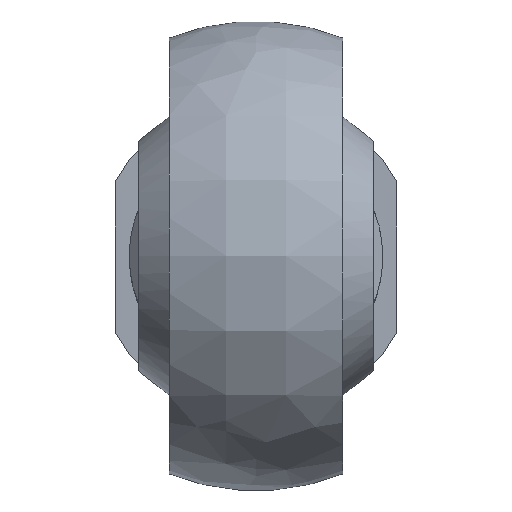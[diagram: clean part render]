
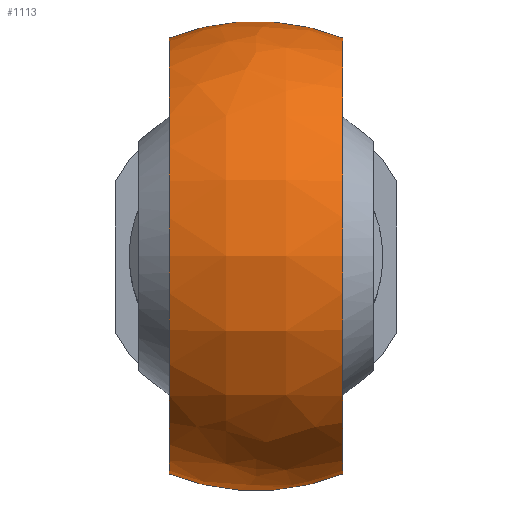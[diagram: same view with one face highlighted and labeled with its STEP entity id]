
A CAD part, top view. The second image highlights one B-rep face of the part: STEP entity #1113.
In plain terms, the highlighted free-form (B-spline) face has degree [3, 3] with [4, 4] control points.
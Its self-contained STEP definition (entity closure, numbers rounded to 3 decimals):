
#34 = EDGE_CURVE ( 'NONE', #55, #1330, #144, .T. ) ;
#52 = EDGE_CURVE ( 'NONE', #108, #501, #467, .T. ) ;
#55 = VERTEX_POINT ( 'NONE', #1401 ) ;
#59 = CARTESIAN_POINT ( 'NONE',  ( -9.25, 23.226, 77. ) ) ;
#64 = CARTESIAN_POINT ( 'NONE',  ( 9.25, 23.226, 77. ) ) ;
#108 = VERTEX_POINT ( 'NONE', #242 ) ;
#144 = CIRCLE ( 'NONE', #328, 23.226 ) ;
#190 = EDGE_CURVE ( 'NONE', #1330, #108, #1292, .T. ) ;
#191 = CARTESIAN_POINT ( 'NONE',  ( 3.236, -25.621, 128.242 ) ) ;
#202 = CARTESIAN_POINT ( 'NONE',  ( 0., 0., 77. ) ) ;
#242 = CARTESIAN_POINT ( 'NONE',  ( 9.25, -23.226, 77. ) ) ;
#272 = CARTESIAN_POINT ( 'NONE',  ( 9.25, -23.226, 77. ) ) ;
#279 = CARTESIAN_POINT ( 'NONE',  ( -3.236, -25.621, 77. ) ) ;
#324 = CARTESIAN_POINT ( 'NONE',  ( 9.25, 0., 77. ) ) ;
#328 = AXIS2_PLACEMENT_3D ( 'NONE', #433, #533, #1306 ) ;
#362 = EDGE_LOOP ( 'NONE', ( #1041, #1139, #662, #1078 ) ) ;
#371 = CARTESIAN_POINT ( 'NONE',  ( 3.236, -25.621, 77. ) ) ;
#382 = CARTESIAN_POINT ( 'NONE',  ( -9.25, 23.226, 123.452 ) ) ;
#384 = CARTESIAN_POINT ( 'NONE',  ( 3.236, 25.621, 77. ) ) ;
#413 = DIRECTION ( 'NONE',  ( 0., 0., -1. ) ) ;
#424 = DIRECTION ( 'NONE',  ( -1., 0., 0. ) ) ;
#426 = DIRECTION ( 'NONE',  ( 0., 0., 1. ) ) ;
#433 = CARTESIAN_POINT ( 'NONE',  ( -9.25, 0., 77. ) ) ;
#461 = AXIS2_PLACEMENT_3D ( 'NONE', #324, #1083, #426 ) ;
#467 = CIRCLE ( 'NONE', #461, 23.226 ) ;
#476 = CARTESIAN_POINT ( 'NONE',  ( -3.236, 25.621, 128.242 ) ) ;
#484 = CIRCLE ( 'NONE', #1146, 25. ) ;
#501 = VERTEX_POINT ( 'NONE', #900 ) ;
#533 = DIRECTION ( 'NONE',  ( 1., 0., 0. ) ) ;
#598 = CARTESIAN_POINT ( 'NONE',  ( 9.25, -23.226, 123.452 ) ) ;
#623 = DIRECTION ( 'NONE',  ( 0., 0., 1. ) ) ;
#643 = CARTESIAN_POINT ( 'NONE',  ( 0., 0., 77. ) ) ;
#660 = AXIS2_PLACEMENT_3D ( 'NONE', #202, #623, #424 ) ;
#662 = ORIENTED_EDGE ( 'NONE', *, *, #52, .T. ) ;
#709 = CARTESIAN_POINT ( 'NONE',  ( 3.236, 25.621, 128.242 ) ) ;
#781 =( BOUNDED_SURFACE ( )  B_SPLINE_SURFACE ( 3, 3, ( 
 ( #1352, #1132, #382, #59 ),
 ( #279, #835, #476, #1144 ),
 ( #371, #191, #709, #384 ),
 ( #272, #598, #930, #64 ) ),
 .UNSPECIFIED., .F., .F., .T. ) 
 B_SPLINE_SURFACE_WITH_KNOTS ( ( 4, 4 ),
 ( 4, 4 ),
 ( 0., 1. ),
 ( 0., 1. ),
 .UNSPECIFIED. ) 
 GEOMETRIC_REPRESENTATION_ITEM ( )  RATIONAL_B_SPLINE_SURFACE ( (
 ( 1., 0.333, 0.333, 1.),
 ( 0.953, 0.318, 0.318, 0.953),
 ( 0.953, 0.318, 0.318, 0.953),
 ( 1., 0.333, 0.333, 1.) ) ) 
 REPRESENTATION_ITEM ( '' )  SURFACE ( )  );
#835 = CARTESIAN_POINT ( 'NONE',  ( -3.236, -25.621, 128.242 ) ) ;
#900 = CARTESIAN_POINT ( 'NONE',  ( 9.25, 23.226, 77. ) ) ;
#929 = EDGE_CURVE ( 'NONE', #55, #501, #484, .T. ) ;
#930 = CARTESIAN_POINT ( 'NONE',  ( 9.25, 23.226, 123.452 ) ) ;
#981 = CARTESIAN_POINT ( 'NONE',  ( -9.25, -23.226, 77. ) ) ;
#1041 = ORIENTED_EDGE ( 'NONE', *, *, #34, .T. ) ;
#1078 = ORIENTED_EDGE ( 'NONE', *, *, #929, .F. ) ;
#1080 = FACE_OUTER_BOUND ( 'NONE', #362, .T. ) ;
#1083 = DIRECTION ( 'NONE',  ( -1., 0., 0. ) ) ;
#1091 = DIRECTION ( 'NONE',  ( -1., 0., 0. ) ) ;
#1113 = ADVANCED_FACE ( 'NONE', ( #1080 ), #781, .T. ) ;
#1132 = CARTESIAN_POINT ( 'NONE',  ( -9.25, -23.226, 123.452 ) ) ;
#1139 = ORIENTED_EDGE ( 'NONE', *, *, #190, .T. ) ;
#1144 = CARTESIAN_POINT ( 'NONE',  ( -3.236, 25.621, 77. ) ) ;
#1146 = AXIS2_PLACEMENT_3D ( 'NONE', #643, #413, #1091 ) ;
#1292 = CIRCLE ( 'NONE', #660, 25. ) ;
#1306 = DIRECTION ( 'NONE',  ( 0., 0., 1. ) ) ;
#1330 = VERTEX_POINT ( 'NONE', #981 ) ;
#1352 = CARTESIAN_POINT ( 'NONE',  ( -9.25, -23.226, 77. ) ) ;
#1401 = CARTESIAN_POINT ( 'NONE',  ( -9.25, 23.226, 77. ) ) ;
